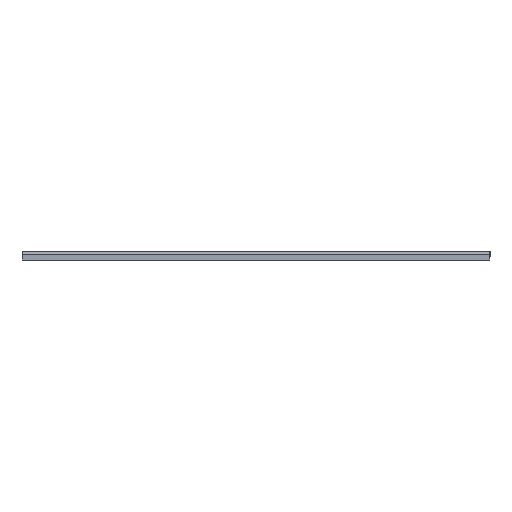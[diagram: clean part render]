
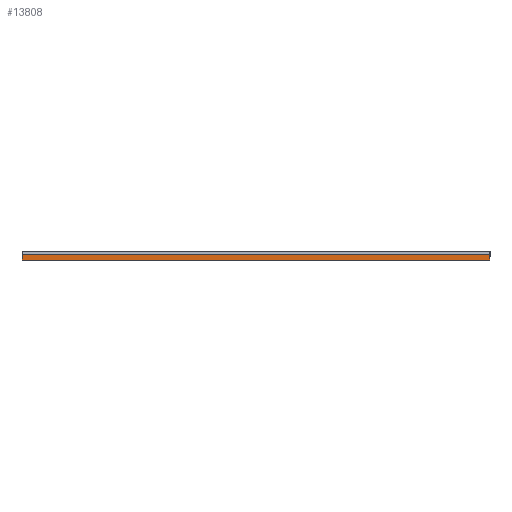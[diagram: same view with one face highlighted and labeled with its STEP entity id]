
A CAD part, front view. The second image highlights one B-rep face of the part: STEP entity #13808.
In plain terms, the highlighted planar face has unit normal (0, -1, 0).
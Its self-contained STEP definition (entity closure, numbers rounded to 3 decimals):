
#561 = CARTESIAN_POINT ( 'NONE',  ( -13.875, -118.25, -7.251 ) ) ;
#626 = PLANE ( 'NONE',  #16390 ) ;
#776 = FACE_OUTER_BOUND ( 'NONE', #10932, .T. ) ;
#935 = VERTEX_POINT ( 'NONE', #3774 ) ;
#2804 = VERTEX_POINT ( 'NONE', #23199 ) ;
#3774 = CARTESIAN_POINT ( 'NONE',  ( 404.8, -118.25, -7.251 ) ) ;
#4087 = EDGE_CURVE ( 'NONE', #2804, #15639, #20165, .T. ) ;
#8724 = EDGE_CURVE ( 'NONE', #2804, #13150, #26172, .T. ) ;
#9241 = EDGE_CURVE ( 'NONE', #935, #13150, #11058, .T. ) ;
#9257 = LINE ( 'NONE', #20920, #19184 ) ;
#9370 = ORIENTED_EDGE ( 'NONE', *, *, #9241, .T. ) ;
#9571 = DIRECTION ( 'NONE',  ( 0., 1., 0. ) ) ;
#9630 = CARTESIAN_POINT ( 'NONE',  ( -13.875, -118.25, -7.251 ) ) ;
#10932 = EDGE_LOOP ( 'NONE', ( #19043, #21099, #25887, #9370 ) ) ;
#11058 = LINE ( 'NONE', #19968, #13260 ) ;
#12762 = VECTOR ( 'NONE', #19421, 1000. ) ;
#13150 = VERTEX_POINT ( 'NONE', #28627 ) ;
#13260 = VECTOR ( 'NONE', #24808, 1000. ) ;
#13808 = ADVANCED_FACE ( 'NONE', ( #776 ), #626, .F. ) ;
#14254 = CARTESIAN_POINT ( 'NONE',  ( 0., -118.25, 115.169 ) ) ;
#14403 = DIRECTION ( 'NONE',  ( -1., 0., 0. ) ) ;
#15639 = VERTEX_POINT ( 'NONE', #561 ) ;
#16055 = DIRECTION ( 'NONE',  ( 0., 0., -1. ) ) ;
#16390 = AXIS2_PLACEMENT_3D ( 'NONE', #14254, #9571, #14403 ) ;
#17728 = EDGE_CURVE ( 'NONE', #15639, #935, #9257, .T. ) ;
#19043 = ORIENTED_EDGE ( 'NONE', *, *, #8724, .F. ) ;
#19184 = VECTOR ( 'NONE', #27844, 1000. ) ;
#19421 = DIRECTION ( 'NONE',  ( 1., 0., 0. ) ) ;
#19968 = CARTESIAN_POINT ( 'NONE',  ( 404.8, -118.25, 9.619 ) ) ;
#20165 = LINE ( 'NONE', #9630, #22843 ) ;
#20920 = CARTESIAN_POINT ( 'NONE',  ( 404.8, -118.25, -7.251 ) ) ;
#21099 = ORIENTED_EDGE ( 'NONE', *, *, #4087, .T. ) ;
#22843 = VECTOR ( 'NONE', #16055, 1000. ) ;
#23199 = CARTESIAN_POINT ( 'NONE',  ( -13.875, -118.25, -2.237 ) ) ;
#24808 = DIRECTION ( 'NONE',  ( 0., 0., 1. ) ) ;
#25887 = ORIENTED_EDGE ( 'NONE', *, *, #17728, .T. ) ;
#26172 = LINE ( 'NONE', #28684, #12762 ) ;
#27844 = DIRECTION ( 'NONE',  ( 1., 0., 0. ) ) ;
#28627 = CARTESIAN_POINT ( 'NONE',  ( 404.8, -118.25, -2.237 ) ) ;
#28684 = CARTESIAN_POINT ( 'NONE',  ( 0., -118.25, -2.237 ) ) ;
